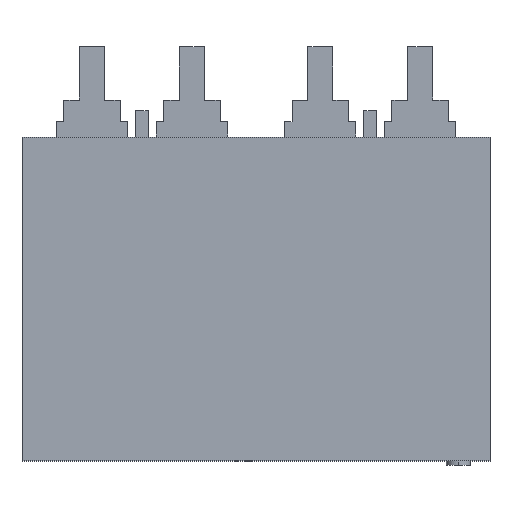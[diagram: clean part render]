
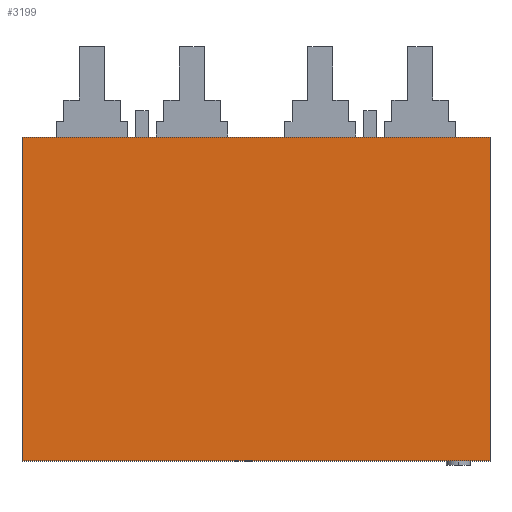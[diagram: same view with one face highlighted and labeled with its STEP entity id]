
A CAD part, top view. The second image highlights one B-rep face of the part: STEP entity #3199.
In plain terms, the highlighted planar face has unit normal (0, 0, 1).
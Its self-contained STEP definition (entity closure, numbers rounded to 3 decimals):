
#147 = FACE_OUTER_BOUND ( 'NONE', #3227, .T. ) ;
#165 = PLANE ( 'NONE',  #166 ) ;
#166 = AXIS2_PLACEMENT_3D ( 'NONE', #167, #168, #169 ) ;
#167 = CARTESIAN_POINT ( 'NONE',  ( -26.25, 36.8, 17.75 ) ) ;
#168 = DIRECTION ( 'NONE',  ( 0., 0., -1. ) ) ;
#169 = DIRECTION ( 'NONE',  ( -1., 0., 0. ) ) ;
#615 = CARTESIAN_POINT ( 'NONE',  ( 26.25, 0.5, 17.75 ) ) ;
#1123 = LINE ( 'NONE', #1124, #1125 ) ;
#1124 = CARTESIAN_POINT ( 'NONE',  ( -26.25, 0.5, 17.75 ) ) ;
#1125 = VECTOR ( 'NONE', #1126, 1000. ) ;
#1126 = DIRECTION ( 'NONE',  ( 1., 0., 0. ) ) ;
#1189 = LINE ( 'NONE', #1190, #1191 ) ;
#1190 = CARTESIAN_POINT ( 'NONE',  ( 26.25, 36.8, 17.75 ) ) ;
#1191 = VECTOR ( 'NONE', #1192, 1000. ) ;
#1192 = DIRECTION ( 'NONE',  ( 0., -1., 0. ) ) ;
#1391 = CARTESIAN_POINT ( 'NONE',  ( 26.25, 36.8, 17.75 ) ) ;
#1924 = LINE ( 'NONE', #1925, #1926 ) ;
#1925 = CARTESIAN_POINT ( 'NONE',  ( -26.25, 36.8, 17.75 ) ) ;
#1926 = VECTOR ( 'NONE', #1927, 1000. ) ;
#1927 = DIRECTION ( 'NONE',  ( 0., -1., 0. ) ) ;
#1964 = LINE ( 'NONE', #1965, #1966 ) ;
#1965 = CARTESIAN_POINT ( 'NONE',  ( -26.25, 36.8, 17.75 ) ) ;
#1966 = VECTOR ( 'NONE', #1967, 1000. ) ;
#1967 = DIRECTION ( 'NONE',  ( 1., 0., 0. ) ) ;
#2067 = CARTESIAN_POINT ( 'NONE',  ( -26.25, 36.8, 17.75 ) ) ;
#2666 = CARTESIAN_POINT ( 'NONE',  ( -26.25, 0.5, 17.75 ) ) ;
#3023 = EDGE_CURVE ( 'NONE', #3044, #4352, #1924, .T. ) ;
#3044 = VERTEX_POINT ( 'NONE', #2067 ) ;
#3199 = ADVANCED_FACE ( 'NONE', ( #147 ), #165, .F. ) ;
#3227 = EDGE_LOOP ( 'NONE', ( #3259, #3294, #3428, #3552 ) ) ;
#3259 = ORIENTED_EDGE ( 'NONE', *, *, #4578, .T. ) ;
#3294 = ORIENTED_EDGE ( 'NONE', *, *, #3318, .F. ) ;
#3318 = EDGE_CURVE ( 'NONE', #3350, #4512, #1189, .T. ) ;
#3350 = VERTEX_POINT ( 'NONE', #1391 ) ;
#3428 = ORIENTED_EDGE ( 'NONE', *, *, #3480, .F. ) ;
#3480 = EDGE_CURVE ( 'NONE', #3044, #3350, #1964, .T. ) ;
#3552 = ORIENTED_EDGE ( 'NONE', *, *, #3023, .T. ) ;
#4352 = VERTEX_POINT ( 'NONE', #2666 ) ;
#4512 = VERTEX_POINT ( 'NONE', #615 ) ;
#4578 = EDGE_CURVE ( 'NONE', #4352, #4512, #1123, .T. ) ;
